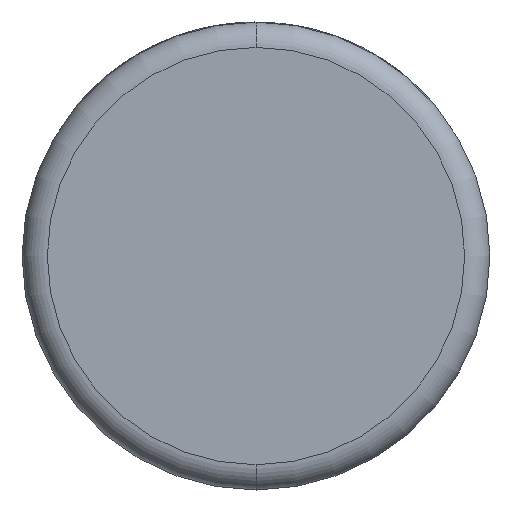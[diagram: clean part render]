
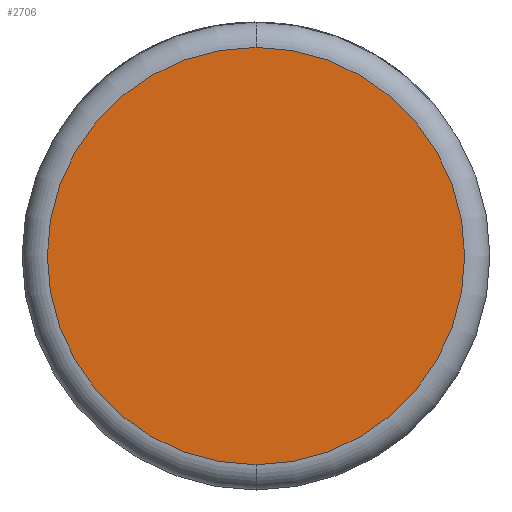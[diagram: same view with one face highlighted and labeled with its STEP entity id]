
A CAD part, front view. The second image highlights one B-rep face of the part: STEP entity #2706.
In plain terms, the highlighted planar face has unit normal (0, -1, 0).
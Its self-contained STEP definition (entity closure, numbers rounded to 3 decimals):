
#50 = EDGE_CURVE ( 'NONE', #3461, #1124, #1231, .T. ) ;
#249 = DIRECTION ( 'NONE',  ( 0., 1., 0. ) ) ;
#266 = AXIS2_PLACEMENT_3D ( 'NONE', #429, #3059, #448 ) ;
#360 = FACE_OUTER_BOUND ( 'NONE', #2737, .T. ) ;
#429 = CARTESIAN_POINT ( 'NONE',  ( 0., 0., 0. ) ) ;
#448 = DIRECTION ( 'NONE',  ( 0., 0., 1. ) ) ;
#609 = CARTESIAN_POINT ( 'NONE',  ( 0., 0., 16.5 ) ) ;
#1124 = VERTEX_POINT ( 'NONE', #1648 ) ;
#1231 = CIRCLE ( 'NONE', #266, 16.5 ) ;
#1255 = DIRECTION ( 'NONE',  ( 0., 0., 1. ) ) ;
#1315 = CARTESIAN_POINT ( 'NONE',  ( 0., 0., 0. ) ) ;
#1648 = CARTESIAN_POINT ( 'NONE',  ( 0., 0., -16.5 ) ) ;
#1823 = ORIENTED_EDGE ( 'NONE', *, *, #2261, .T. ) ;
#1860 = PLANE ( 'NONE',  #2872 ) ;
#2261 = EDGE_CURVE ( 'NONE', #1124, #3461, #3789, .T. ) ;
#2706 = ADVANCED_FACE ( 'NONE', ( #360 ), #1860, .F. ) ;
#2737 = EDGE_LOOP ( 'NONE', ( #2952, #1823 ) ) ;
#2872 = AXIS2_PLACEMENT_3D ( 'NONE', #3527, #249, #1255 ) ;
#2952 = ORIENTED_EDGE ( 'NONE', *, *, #50, .T. ) ;
#3059 = DIRECTION ( 'NONE',  ( 0., -1., 0. ) ) ;
#3461 = VERTEX_POINT ( 'NONE', #609 ) ;
#3527 = CARTESIAN_POINT ( 'NONE',  ( 0., 0., 0. ) ) ;
#3789 = CIRCLE ( 'NONE', #4125, 16.5 ) ;
#3857 = DIRECTION ( 'NONE',  ( 0., 0., 1. ) ) ;
#3906 = DIRECTION ( 'NONE',  ( 0., -1., 0. ) ) ;
#4125 = AXIS2_PLACEMENT_3D ( 'NONE', #1315, #3906, #3857 ) ;
